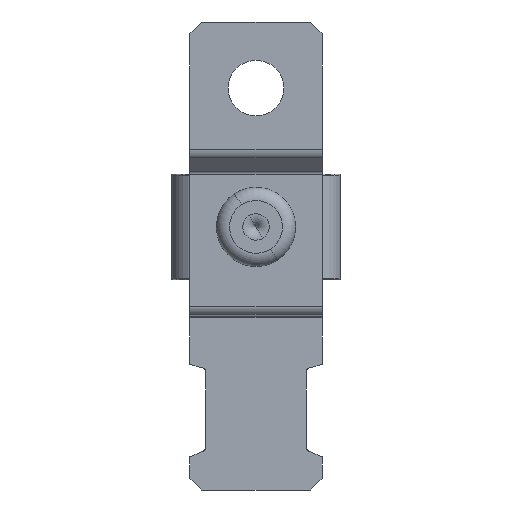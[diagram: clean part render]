
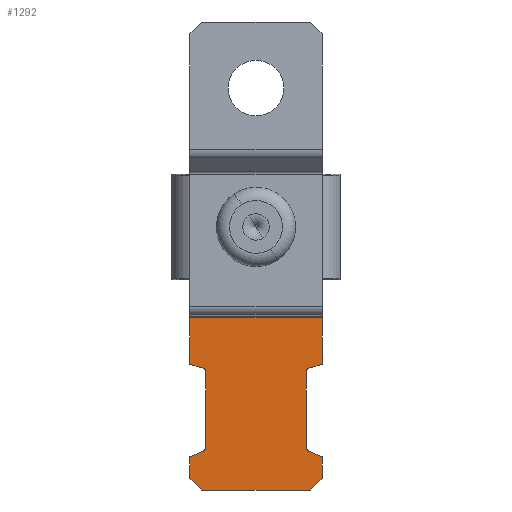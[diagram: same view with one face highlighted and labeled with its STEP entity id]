
A CAD part, front view. The second image highlights one B-rep face of the part: STEP entity #1292.
In plain terms, the highlighted planar face has unit normal (0, -1, 0).
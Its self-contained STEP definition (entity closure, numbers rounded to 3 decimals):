
#30 = DIRECTION ( 'NONE',  ( 0., 1., 0. ) ) ;
#104 = LINE ( 'NONE', #4786, #13913 ) ;
#365 = AXIS2_PLACEMENT_3D ( 'NONE', #9902, #30, #4415 ) ;
#420 = ORIENTED_EDGE ( 'NONE', *, *, #7843, .T. ) ;
#479 = DIRECTION ( 'NONE',  ( 0., 0., -1. ) ) ;
#551 = ORIENTED_EDGE ( 'NONE', *, *, #4197, .T. ) ;
#564 = PLANE ( 'NONE',  #1000 ) ;
#852 = LINE ( 'NONE', #2136, #13309 ) ;
#1000 = AXIS2_PLACEMENT_3D ( 'NONE', #8218, #13737, #3879 ) ;
#1292 = ADVANCED_FACE ( 'NONE', ( #7058 ), #564, .F. ) ;
#1345 = LINE ( 'NONE', #3862, #10270 ) ;
#1359 = CARTESIAN_POINT ( 'NONE',  ( -22.33, 7.597, -3.8 ) ) ;
#1394 = DIRECTION ( 'NONE',  ( 1., 0., 0. ) ) ;
#1538 = DIRECTION ( 'NONE',  ( -1., 0., 0. ) ) ;
#1558 = VERTEX_POINT ( 'NONE', #13702 ) ;
#1563 = EDGE_CURVE ( 'NONE', #9783, #7107, #8251, .T. ) ;
#1596 = CARTESIAN_POINT ( 'NONE',  ( -35.4, 7.597, 5. ) ) ;
#1777 = VERTEX_POINT ( 'NONE', #2464 ) ;
#1890 = VECTOR ( 'NONE', #12381, 1000. ) ;
#2136 = CARTESIAN_POINT ( 'NONE',  ( -34.5, 7.597, -5. ) ) ;
#2170 = ORIENTED_EDGE ( 'NONE', *, *, #10269, .T. ) ;
#2229 = LINE ( 'NONE', #7790, #3739 ) ;
#2234 = VERTEX_POINT ( 'NONE', #7762 ) ;
#2464 = CARTESIAN_POINT ( 'NONE',  ( -26.189, 7.597, -3.997 ) ) ;
#2585 = LINE ( 'NONE', #1359, #4409 ) ;
#2604 = EDGE_CURVE ( 'NONE', #12549, #13642, #2585, .T. ) ;
#2619 = ORIENTED_EDGE ( 'NONE', *, *, #9978, .T. ) ;
#2631 = AXIS2_PLACEMENT_3D ( 'NONE', #8140, #7930, #12500 ) ;
#2645 = VECTOR ( 'NONE', #7366, 1000. ) ;
#2769 = ORIENTED_EDGE ( 'NONE', *, *, #7435, .T. ) ;
#2849 = CARTESIAN_POINT ( 'NONE',  ( -32.173, 7.597, -3.8 ) ) ;
#3109 = LINE ( 'NONE', #8683, #11391 ) ;
#3229 = CARTESIAN_POINT ( 'NONE',  ( -26.467, 7.597, -3.8 ) ) ;
#3434 = CARTESIAN_POINT ( 'NONE',  ( -22.33, 7.597, 3.8 ) ) ;
#3554 = DIRECTION ( 'NONE',  ( 0., 1., 0. ) ) ;
#3593 = DIRECTION ( 'NONE',  ( 1., 0., 0. ) ) ;
#3729 = EDGE_CURVE ( 'NONE', #9626, #8859, #3960, .T. ) ;
#3739 = VECTOR ( 'NONE', #12219, 1000. ) ;
#3862 = CARTESIAN_POINT ( 'NONE',  ( -22.37, 7.597, 5. ) ) ;
#3879 = DIRECTION ( 'NONE',  ( -1., 0., 0. ) ) ;
#3942 = VERTEX_POINT ( 'NONE', #5622 ) ;
#3960 = LINE ( 'NONE', #5333, #5204 ) ;
#4110 = ORIENTED_EDGE ( 'NONE', *, *, #12284, .T. ) ;
#4123 = ORIENTED_EDGE ( 'NONE', *, *, #9087, .T. ) ;
#4197 = EDGE_CURVE ( 'NONE', #1558, #13853, #852, .T. ) ;
#4250 = CARTESIAN_POINT ( 'NONE',  ( -32.173, 7.597, 3.8 ) ) ;
#4409 = VECTOR ( 'NONE', #3593, 1000. ) ;
#4415 = DIRECTION ( 'NONE',  ( -1., 0., 0. ) ) ;
#4556 = LINE ( 'NONE', #10902, #6351 ) ;
#4622 = ORIENTED_EDGE ( 'NONE', *, *, #2604, .T. ) ;
#4786 = CARTESIAN_POINT ( 'NONE',  ( -22.33, 7.597, -5. ) ) ;
#4808 = VERTEX_POINT ( 'NONE', #6016 ) ;
#4813 = ORIENTED_EDGE ( 'NONE', *, *, #5106, .T. ) ;
#4900 = ORIENTED_EDGE ( 'NONE', *, *, #12119, .T. ) ;
#5106 = EDGE_CURVE ( 'NONE', #13773, #1558, #9388, .T. ) ;
#5204 = VECTOR ( 'NONE', #7503, 1000. ) ;
#5251 = VERTEX_POINT ( 'NONE', #12286 ) ;
#5295 = CARTESIAN_POINT ( 'NONE',  ( -35.4, 7.597, 4.1 ) ) ;
#5333 = CARTESIAN_POINT ( 'NONE',  ( -22.33, 7.597, 5. ) ) ;
#5376 = VERTEX_POINT ( 'NONE', #7183 ) ;
#5530 = CARTESIAN_POINT ( 'NONE',  ( -34.5, 7.597, 5. ) ) ;
#5622 = CARTESIAN_POINT ( 'NONE',  ( -22.37, 7.597, -5. ) ) ;
#5847 = LINE ( 'NONE', #13465, #1890 ) ;
#5855 = VERTEX_POINT ( 'NONE', #9616 ) ;
#5871 = VERTEX_POINT ( 'NONE', #9684 ) ;
#6016 = CARTESIAN_POINT ( 'NONE',  ( -26.189, 7.597, 3.997 ) ) ;
#6022 = CARTESIAN_POINT ( 'NONE',  ( -26.47, 7.597, 4.1 ) ) ;
#6155 = ORIENTED_EDGE ( 'NONE', *, *, #13891, .T. ) ;
#6351 = VECTOR ( 'NONE', #10974, 1000. ) ;
#6616 = DIRECTION ( 'NONE',  ( 0.707, 0., -0.707 ) ) ;
#6653 = CARTESIAN_POINT ( 'NONE',  ( -22.37, 7.597, 5. ) ) ;
#7058 = FACE_OUTER_BOUND ( 'NONE', #12441, .T. ) ;
#7104 = ORIENTED_EDGE ( 'NONE', *, *, #10877, .T. ) ;
#7106 = ORIENTED_EDGE ( 'NONE', *, *, #13851, .T. ) ;
#7107 = VERTEX_POINT ( 'NONE', #4250 ) ;
#7183 = CARTESIAN_POINT ( 'NONE',  ( -32.455, 7.597, 3.997 ) ) ;
#7342 = ORIENTED_EDGE ( 'NONE', *, *, #9718, .F. ) ;
#7366 = DIRECTION ( 'NONE',  ( 0.406, 0., 0.914 ) ) ;
#7414 = CIRCLE ( 'NONE', #13375, 0.3 ) ;
#7435 = EDGE_CURVE ( 'NONE', #5871, #12549, #7475, .T. ) ;
#7475 = CIRCLE ( 'NONE', #2631, 0.3 ) ;
#7503 = DIRECTION ( 'NONE',  ( 1., 0., 0. ) ) ;
#7762 = CARTESIAN_POINT ( 'NONE',  ( -25.9, 7.597, 5. ) ) ;
#7790 = CARTESIAN_POINT ( 'NONE',  ( -22.33, 7.597, 5. ) ) ;
#7843 = EDGE_CURVE ( 'NONE', #5855, #5871, #9344, .T. ) ;
#7930 = DIRECTION ( 'NONE',  ( 0., 1., 0. ) ) ;
#8046 = LINE ( 'NONE', #12404, #12064 ) ;
#8140 = CARTESIAN_POINT ( 'NONE',  ( -32.173, 7.597, -4.1 ) ) ;
#8193 = DIRECTION ( 'NONE',  ( 0., 1., 0. ) ) ;
#8218 = CARTESIAN_POINT ( 'NONE',  ( -22.33, 7.597, 5. ) ) ;
#8251 = LINE ( 'NONE', #3434, #12763 ) ;
#8449 = DIRECTION ( 'NONE',  ( 0., 0., -1. ) ) ;
#8617 = CARTESIAN_POINT ( 'NONE',  ( -32.9, 7.597, 5. ) ) ;
#8657 = CARTESIAN_POINT ( 'NONE',  ( -31.159, 7.597, 1.079 ) ) ;
#8683 = CARTESIAN_POINT ( 'NONE',  ( -22.33, 7.597, -5. ) ) ;
#8797 = DIRECTION ( 'NONE',  ( -0.406, 0., 0.914 ) ) ;
#8841 = ORIENTED_EDGE ( 'NONE', *, *, #1563, .T. ) ;
#8859 = VERTEX_POINT ( 'NONE', #8617 ) ;
#9087 = EDGE_CURVE ( 'NONE', #7107, #5376, #13793, .T. ) ;
#9273 = VECTOR ( 'NONE', #8797, 1000. ) ;
#9344 = LINE ( 'NONE', #12822, #2645 ) ;
#9388 = LINE ( 'NONE', #1596, #11095 ) ;
#9447 = AXIS2_PLACEMENT_3D ( 'NONE', #13484, #3554, #1538 ) ;
#9616 = CARTESIAN_POINT ( 'NONE',  ( -32.9, 7.597, -5. ) ) ;
#9626 = VERTEX_POINT ( 'NONE', #5530 ) ;
#9684 = CARTESIAN_POINT ( 'NONE',  ( -32.455, 7.597, -3.997 ) ) ;
#9718 = EDGE_CURVE ( 'NONE', #10853, #3942, #1345, .T. ) ;
#9783 = VERTEX_POINT ( 'NONE', #10203 ) ;
#9902 = CARTESIAN_POINT ( 'NONE',  ( -26.47, 7.597, -4.1 ) ) ;
#9921 = DIRECTION ( 'NONE',  ( -1., 0., 0. ) ) ;
#9978 = EDGE_CURVE ( 'NONE', #1777, #5251, #8046, .T. ) ;
#10203 = CARTESIAN_POINT ( 'NONE',  ( -26.467, 7.597, 3.8 ) ) ;
#10269 = EDGE_CURVE ( 'NONE', #13853, #5855, #3109, .T. ) ;
#10270 = VECTOR ( 'NONE', #479, 1000. ) ;
#10560 = ORIENTED_EDGE ( 'NONE', *, *, #11512, .T. ) ;
#10821 = DIRECTION ( 'NONE',  ( 1., 0., 0. ) ) ;
#10853 = VERTEX_POINT ( 'NONE', #6653 ) ;
#10877 = EDGE_CURVE ( 'NONE', #9626, #13773, #4556, .T. ) ;
#10902 = CARTESIAN_POINT ( 'NONE',  ( -35.4, 7.597, 4.1 ) ) ;
#10974 = DIRECTION ( 'NONE',  ( -0.707, 0., -0.707 ) ) ;
#11095 = VECTOR ( 'NONE', #8449, 1000. ) ;
#11261 = DIRECTION ( 'NONE',  ( 0.277, 0., -0.961 ) ) ;
#11391 = VECTOR ( 'NONE', #10821, 1000. ) ;
#11512 = EDGE_CURVE ( 'NONE', #4808, #9783, #7414, .T. ) ;
#12064 = VECTOR ( 'NONE', #11261, 1000. ) ;
#12119 = EDGE_CURVE ( 'NONE', #2234, #4808, #5847, .T. ) ;
#12219 = DIRECTION ( 'NONE',  ( 1., 0., 0. ) ) ;
#12230 = EDGE_CURVE ( 'NONE', #2234, #10853, #2229, .T. ) ;
#12284 = EDGE_CURVE ( 'NONE', #5376, #8859, #13083, .T. ) ;
#12286 = CARTESIAN_POINT ( 'NONE',  ( -25.9, 7.597, -5. ) ) ;
#12381 = DIRECTION ( 'NONE',  ( -0.277, 0., -0.961 ) ) ;
#12404 = CARTESIAN_POINT ( 'NONE',  ( -28.285, 7.597, 3.286 ) ) ;
#12441 = EDGE_LOOP ( 'NONE', ( #12921, #4900, #10560, #8841, #4123, #4110, #12795, #7104, #4813, #551, #2170, #420, #2769, #4622, #7106, #2619, #6155, #7342 ) ) ;
#12500 = DIRECTION ( 'NONE',  ( -1., 0., 0. ) ) ;
#12549 = VERTEX_POINT ( 'NONE', #2849 ) ;
#12561 = DIRECTION ( 'NONE',  ( -1., 0., 0. ) ) ;
#12763 = VECTOR ( 'NONE', #9921, 1000. ) ;
#12795 = ORIENTED_EDGE ( 'NONE', *, *, #3729, .F. ) ;
#12822 = CARTESIAN_POINT ( 'NONE',  ( -27.45, 7.597, 7.274 ) ) ;
#12921 = ORIENTED_EDGE ( 'NONE', *, *, #12230, .F. ) ;
#13083 = LINE ( 'NONE', #8657, #9273 ) ;
#13189 = CARTESIAN_POINT ( 'NONE',  ( -34.5, 7.597, -5. ) ) ;
#13309 = VECTOR ( 'NONE', #6616, 1000. ) ;
#13375 = AXIS2_PLACEMENT_3D ( 'NONE', #6022, #8193, #12561 ) ;
#13465 = CARTESIAN_POINT ( 'NONE',  ( -25.627, 7.597, 5.949 ) ) ;
#13484 = CARTESIAN_POINT ( 'NONE',  ( -32.173, 7.597, 4.1 ) ) ;
#13642 = VERTEX_POINT ( 'NONE', #3229 ) ;
#13685 = CIRCLE ( 'NONE', #365, 0.3 ) ;
#13702 = CARTESIAN_POINT ( 'NONE',  ( -35.4, 7.597, -4.1 ) ) ;
#13737 = DIRECTION ( 'NONE',  ( 0., 1., 0. ) ) ;
#13773 = VERTEX_POINT ( 'NONE', #5295 ) ;
#13793 = CIRCLE ( 'NONE', #9447, 0.3 ) ;
#13851 = EDGE_CURVE ( 'NONE', #13642, #1777, #13685, .T. ) ;
#13853 = VERTEX_POINT ( 'NONE', #13189 ) ;
#13891 = EDGE_CURVE ( 'NONE', #5251, #3942, #104, .T. ) ;
#13913 = VECTOR ( 'NONE', #1394, 1000. ) ;
